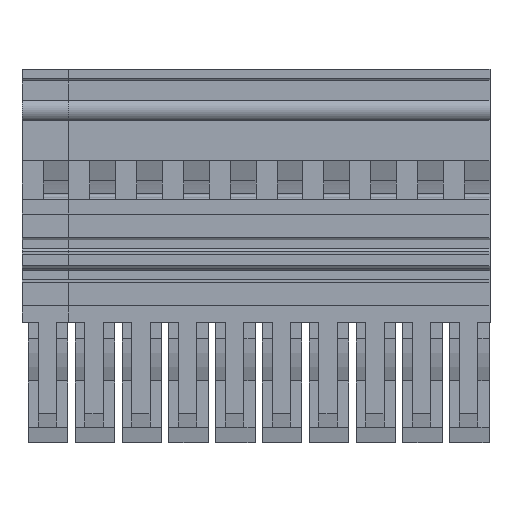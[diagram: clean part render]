
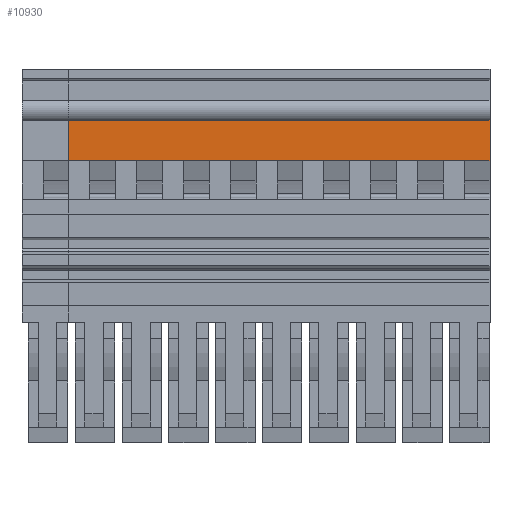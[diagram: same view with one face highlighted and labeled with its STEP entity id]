
A CAD part, front view. The second image highlights one B-rep face of the part: STEP entity #10930.
In plain terms, the highlighted planar face has unit normal (0, -1, 0).
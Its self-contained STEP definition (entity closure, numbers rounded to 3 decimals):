
#1426=AXIS2_PLACEMENT_3D('Plane Axis2P3D',#1423,#1424,#1425) ;
#1423=CARTESIAN_POINT('Axis2P3D Location',(-30.7,0.6,14.7)) ;
#3278=CARTESIAN_POINT('Vertex',(51.,0.6,35.155)) ;
#3281=CARTESIAN_POINT('Line Origine',(51.,0.6,32.963)) ;
#3285=CARTESIAN_POINT('Vertex',(51.,0.6,30.772)) ;
#10893=CARTESIAN_POINT('Line Origine',(7.65,0.6,35.155)) ;
#10897=CARTESIAN_POINT('Vertex',(5.1,0.6,35.155)) ;
#10912=CARTESIAN_POINT('Line Origine',(5.1,0.6,32.963)) ;
#10916=CARTESIAN_POINT('Vertex',(5.1,0.6,30.772)) ;
#10919=CARTESIAN_POINT('Line Origine',(28.05,0.6,30.772)) ;
#1424=DIRECTION('Axis2P3D Direction',(0.,1.,0.)) ;
#1425=DIRECTION('Axis2P3D XDirection',(0.,0.,1.)) ;
#3282=DIRECTION('Vector Direction',(0.,0.,1.)) ;
#10894=DIRECTION('Vector Direction',(1.,0.,0.)) ;
#10913=DIRECTION('Vector Direction',(0.,0.,1.)) ;
#10920=DIRECTION('Vector Direction',(-1.,0.,0.)) ;
#3283=VECTOR('Line Direction',#3282,1.) ;
#10895=VECTOR('Line Direction',#10894,1.) ;
#10914=VECTOR('Line Direction',#10913,1.) ;
#10921=VECTOR('Line Direction',#10920,1.) ;
#10925=ORIENTED_EDGE('',*,*,#10918,.F.) ;
#10926=ORIENTED_EDGE('',*,*,#10923,.F.) ;
#10927=ORIENTED_EDGE('',*,*,#3287,.F.) ;
#10928=ORIENTED_EDGE('',*,*,#10899,.F.) ;
#10930=ADVANCED_FACE('V1',(#10929),#1427,.F.) ;
#3287=EDGE_CURVE('',#3279,#3286,#3284,.F.) ;
#10899=EDGE_CURVE('',#10898,#3279,#10896,.T.) ;
#10918=EDGE_CURVE('',#10917,#10898,#10915,.T.) ;
#10923=EDGE_CURVE('',#3286,#10917,#10922,.T.) ;
#10924=EDGE_LOOP('',(#10925,#10926,#10927,#10928)) ;
#10929=FACE_OUTER_BOUND('',#10924,.T.) ;
#3284=LINE('Line',#3281,#3283) ;
#10896=LINE('Line',#10893,#10895) ;
#10915=LINE('Line',#10912,#10914) ;
#10922=LINE('Line',#10919,#10921) ;
#1427=PLANE('',#1426) ;
#3279=VERTEX_POINT('',#3278) ;
#3286=VERTEX_POINT('',#3285) ;
#10898=VERTEX_POINT('',#10897) ;
#10917=VERTEX_POINT('',#10916) ;
